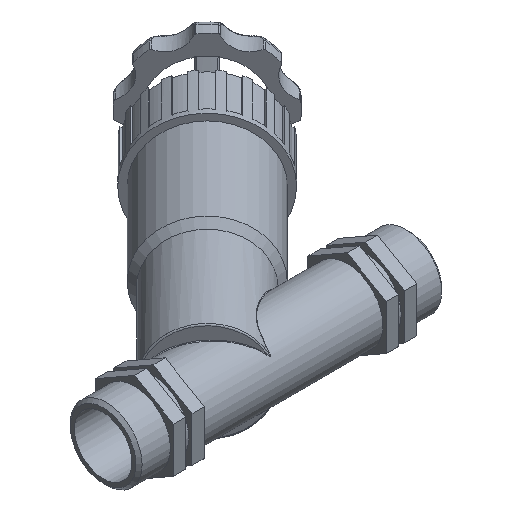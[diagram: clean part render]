
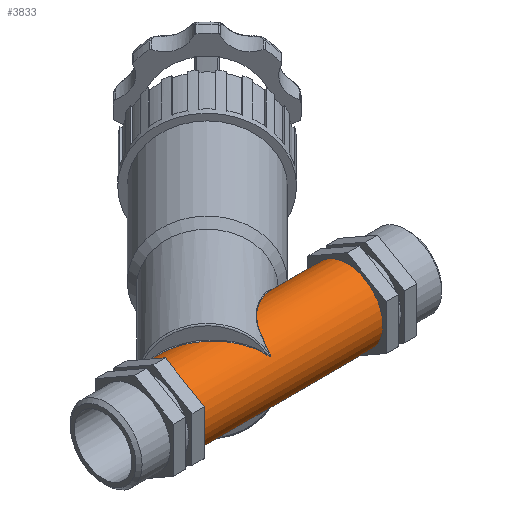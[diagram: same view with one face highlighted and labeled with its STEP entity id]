
A CAD part, isometric view. The second image highlights one B-rep face of the part: STEP entity #3833.
In plain terms, the highlighted cylindrical face has radius 29.807 mm (diameter 59.614 mm), a full revolution.
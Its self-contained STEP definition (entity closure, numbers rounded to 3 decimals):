
#16=ELLIPSE('',#4199,42.508,29.807);
#114=B_SPLINE_CURVE_WITH_KNOTS('',3,(#8380,#8381,#8382,#8383,#8384,#8385,
#8386,#8387,#8388,#8389,#8390,#8391,#8392,#8393,#8394,#8395,#8396),
 .UNSPECIFIED.,.F.,.F.,(4,1,1,1,1,1,1,1,1,1,1,1,1,1,4),(0.,0.055,
0.082,0.11,0.124,0.137,
0.165,0.192,0.22,0.275,
0.33,0.357,0.371,0.378,
0.385),.UNSPECIFIED.);
#115=B_SPLINE_CURVE_WITH_KNOTS('',3,(#8589,#8590,#8591,#8592,#8593,#8594,
#8595,#8596,#8597,#8598,#8599,#8600,#8601,#8602,#8603,#8604,#8605,#8606,
#8607,#8608,#8609,#8610,#8611,#8612,#8613,#8614,#8615),.UNSPECIFIED.,.F.,
 .F.,(4,1,1,1,1,1,1,1,1,1,1,1,1,1,1,1,1,1,1,1,1,1,1,1,4),(-19.859,
-19.15,-18.44,-17.731,-17.022,-15.603,
-14.185,-12.766,-12.057,-11.348,
-10.875,-10.402,-9.929,-9.457,
-8.984,-8.511,-7.565,-6.62,
-5.674,-4.255,-2.837,-2.128,
-1.418,-0.709,0.),.UNSPECIFIED.);
#118=B_SPLINE_CURVE_WITH_KNOTS('',3,(#8728,#8729,#8730,#8731,#8732,#8733,
#8734,#8735,#8736,#8737,#8738,#8739,#8740,#8741,#8742,#8743,#8744),
 .UNSPECIFIED.,.F.,.F.,(4,1,1,1,1,1,1,1,1,1,1,1,1,1,4),(0.,
0.007,0.014,0.027,0.055,
0.11,0.165,0.192,0.22,
0.247,0.261,0.275,0.302,
0.33,0.385),.UNSPECIFIED.);
#161=FACE_BOUND('',#705,.T.);
#162=FACE_BOUND('',#706,.T.);
#468=FACE_OUTER_BOUND('',#704,.T.);
#704=EDGE_LOOP('',(#3395));
#705=EDGE_LOOP('',(#3396));
#706=EDGE_LOOP('',(#3397,#3398,#3399,#3400));
#1516=CIRCLE('',#4207,29.807);
#1517=CIRCLE('',#4208,29.807);
#1830=VERTEX_POINT('',#8284);
#1833=VERTEX_POINT('',#8289);
#1835=VERTEX_POINT('',#8378);
#1837=VERTEX_POINT('',#8587);
#1838=VERTEX_POINT('',#8750);
#1839=VERTEX_POINT('',#8752);
#2365=EDGE_CURVE('',#1833,#1830,#16,.T.);
#2368=EDGE_CURVE('',#1835,#1833,#114,.T.);
#2370=EDGE_CURVE('',#1837,#1835,#115,.T.);
#2373=EDGE_CURVE('',#1830,#1837,#118,.T.);
#2376=EDGE_CURVE('',#1838,#1838,#1516,.T.);
#2377=EDGE_CURVE('',#1839,#1839,#1517,.T.);
#3395=ORIENTED_EDGE('',*,*,#2376,.T.);
#3396=ORIENTED_EDGE('',*,*,#2377,.F.);
#3397=ORIENTED_EDGE('',*,*,#2365,.F.);
#3398=ORIENTED_EDGE('',*,*,#2368,.F.);
#3399=ORIENTED_EDGE('',*,*,#2370,.F.);
#3400=ORIENTED_EDGE('',*,*,#2373,.F.);
#3651=CYLINDRICAL_SURFACE('',#4206,29.807);
#3833=ADVANCED_FACE('',(#468,#161,#162),#3651,.T.);
#4199=AXIS2_PLACEMENT_3D('',#8291,#5111,#5112);
#4206=AXIS2_PLACEMENT_3D('',#8749,#5125,#5126);
#4207=AXIS2_PLACEMENT_3D('',#8751,#5127,#5128);
#4208=AXIS2_PLACEMENT_3D('',#8753,#5129,#5130);
#5111=DIRECTION('center_axis',(0.701,0.713,0.));
#5112=DIRECTION('ref_axis',(-0.713,0.701,0.));
#5125=DIRECTION('center_axis',(1.,0.,0.));
#5126=DIRECTION('ref_axis',(0.,1.,0.));
#5127=DIRECTION('center_axis',(1.,0.,0.));
#5128=DIRECTION('ref_axis',(0.,0.,-1.));
#5129=DIRECTION('center_axis',(1.,0.,0.));
#5130=DIRECTION('ref_axis',(0.,0.,-1.));
#8284=CARTESIAN_POINT('',(-13.511,-22.459,19.597));
#8289=CARTESIAN_POINT('',(-13.511,-22.459,-19.597));
#8291=CARTESIAN_POINT('Origin',(-36.347,0.,0.));
#8378=CARTESIAN_POINT('',(-11.122,-22.723,-19.291));
#8380=CARTESIAN_POINT('Ctrl Pts',(-11.122,-22.723,-19.291));
#8381=CARTESIAN_POINT('Ctrl Pts',(-11.136,-22.839,-19.154));
#8382=CARTESIAN_POINT('Ctrl Pts',(-11.176,-23.011,-18.947));
#8383=CARTESIAN_POINT('Ctrl Pts',(-11.303,-23.225,-18.683));
#8384=CARTESIAN_POINT('Ctrl Pts',(-11.433,-23.343,-18.535));
#8385=CARTESIAN_POINT('Ctrl Pts',(-11.582,-23.41,-18.451));
#8386=CARTESIAN_POINT('Ctrl Pts',(-11.757,-23.447,-18.403));
#8387=CARTESIAN_POINT('Ctrl Pts',(-11.992,-23.431,-18.424));
#8388=CARTESIAN_POINT('Ctrl Pts',(-12.24,-23.357,-18.518));
#8389=CARTESIAN_POINT('Ctrl Pts',(-12.536,-23.224,-18.685));
#8390=CARTESIAN_POINT('Ctrl Pts',(-12.858,-23.021,-18.935));
#8391=CARTESIAN_POINT('Ctrl Pts',(-13.145,-22.796,-19.205));
#8392=CARTESIAN_POINT('Ctrl Pts',(-13.332,-22.63,-19.4));
#8393=CARTESIAN_POINT('Ctrl Pts',(-13.423,-22.545,-19.498));
#8394=CARTESIAN_POINT('Ctrl Pts',(-13.474,-22.496,-19.555));
#8395=CARTESIAN_POINT('Ctrl Pts',(-13.499,-22.471,-19.583));
#8396=CARTESIAN_POINT('Ctrl Pts',(-13.511,-22.459,-19.597));
#8587=CARTESIAN_POINT('',(-11.122,-22.723,19.291));
#8589=CARTESIAN_POINT('Ctrl Pts',(-11.122,-22.723,19.291));
#8590=CARTESIAN_POINT('Ctrl Pts',(-10.938,-21.222,21.058));
#8591=CARTESIAN_POINT('Ctrl Pts',(-10.363,-17.814,24.231));
#8592=CARTESIAN_POINT('Ctrl Pts',(-8.348,-11.927,27.573));
#8593=CARTESIAN_POINT('Ctrl Pts',(-4.897,-6.025,29.385));
#8594=CARTESIAN_POINT('Ctrl Pts',(1.236,1.1,30.111));
#8595=CARTESIAN_POINT('Ctrl Pts',(10.459,8.434,28.973));
#8596=CARTESIAN_POINT('Ctrl Pts',(22.117,15.72,25.729));
#8597=CARTESIAN_POINT('Ctrl Pts',(31.775,21.014,21.48));
#8598=CARTESIAN_POINT('Ctrl Pts',(39.022,24.771,16.803));
#8599=CARTESIAN_POINT('Ctrl Pts',(43.43,26.988,12.922));
#8600=CARTESIAN_POINT('Ctrl Pts',(46.647,28.579,8.781));
#8601=CARTESIAN_POINT('Ctrl Pts',(48.648,29.557,4.64));
#8602=CARTESIAN_POINT('Ctrl Pts',(49.422,29.934,-0.005));
#8603=CARTESIAN_POINT('Ctrl Pts',(48.644,29.555,-4.652));
#8604=CARTESIAN_POINT('Ctrl Pts',(46.642,28.576,-8.791));
#8605=CARTESIAN_POINT('Ctrl Pts',(42.957,26.755,-13.522));
#8606=CARTESIAN_POINT('Ctrl Pts',(37.286,23.892,-18.157));
#8607=CARTESIAN_POINT('Ctrl Pts',(29.829,19.963,-22.363));
#8608=CARTESIAN_POINT('Ctrl Pts',(20.822,14.91,-26.093));
#8609=CARTESIAN_POINT('Ctrl Pts',(10.457,8.433,-28.972));
#8610=CARTESIAN_POINT('Ctrl Pts',(1.235,1.1,-30.113));
#8611=CARTESIAN_POINT('Ctrl Pts',(-4.897,-6.025,-29.384));
#8612=CARTESIAN_POINT('Ctrl Pts',(-8.348,-11.927,-27.573));
#8613=CARTESIAN_POINT('Ctrl Pts',(-10.363,-17.814,-24.231));
#8614=CARTESIAN_POINT('Ctrl Pts',(-10.938,-21.222,-21.058));
#8615=CARTESIAN_POINT('Ctrl Pts',(-11.122,-22.723,-19.291));
#8728=CARTESIAN_POINT('Ctrl Pts',(-13.511,-22.459,19.597));
#8729=CARTESIAN_POINT('Ctrl Pts',(-13.499,-22.471,19.583));
#8730=CARTESIAN_POINT('Ctrl Pts',(-13.474,-22.496,19.555));
#8731=CARTESIAN_POINT('Ctrl Pts',(-13.423,-22.545,19.498));
#8732=CARTESIAN_POINT('Ctrl Pts',(-13.332,-22.63,19.4));
#8733=CARTESIAN_POINT('Ctrl Pts',(-13.145,-22.796,19.205));
#8734=CARTESIAN_POINT('Ctrl Pts',(-12.858,-23.021,18.935));
#8735=CARTESIAN_POINT('Ctrl Pts',(-12.536,-23.224,18.685));
#8736=CARTESIAN_POINT('Ctrl Pts',(-12.24,-23.357,18.518));
#8737=CARTESIAN_POINT('Ctrl Pts',(-11.992,-23.431,18.424));
#8738=CARTESIAN_POINT('Ctrl Pts',(-11.757,-23.447,18.403));
#8739=CARTESIAN_POINT('Ctrl Pts',(-11.582,-23.41,18.451));
#8740=CARTESIAN_POINT('Ctrl Pts',(-11.433,-23.343,18.535));
#8741=CARTESIAN_POINT('Ctrl Pts',(-11.303,-23.225,18.683));
#8742=CARTESIAN_POINT('Ctrl Pts',(-11.176,-23.011,18.947));
#8743=CARTESIAN_POINT('Ctrl Pts',(-11.136,-22.839,19.154));
#8744=CARTESIAN_POINT('Ctrl Pts',(-11.122,-22.723,19.291));
#8749=CARTESIAN_POINT('Origin',(0.,0.,0.));
#8750=CARTESIAN_POINT('',(-75.6,29.807,0.));
#8751=CARTESIAN_POINT('Origin',(-75.6,0.,0.));
#8752=CARTESIAN_POINT('',(75.6,29.807,0.));
#8753=CARTESIAN_POINT('Origin',(75.6,0.,0.));
